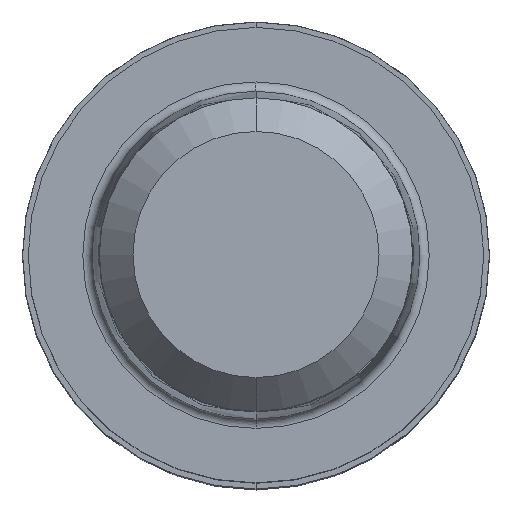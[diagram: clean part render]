
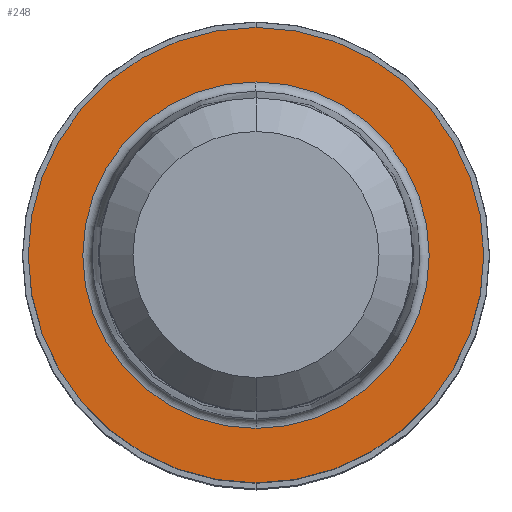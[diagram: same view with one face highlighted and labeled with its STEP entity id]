
A CAD part, top view. The second image highlights one B-rep face of the part: STEP entity #248.
In plain terms, the highlighted planar face has unit normal (0, 0, 1).
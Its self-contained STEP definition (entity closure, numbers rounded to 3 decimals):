
#204=VERTEX_POINT('',#482);
#248=ADVANCED_FACE('',(#531,#532),#533,.T.);
#258=VERTEX_POINT('',#544);
#276=EDGE_CURVE('',#308,#204,#563,.T.);
#302=VERTEX_POINT('',#593);
#308=VERTEX_POINT('',#600);
#314=EDGE_CURVE('',#204,#308,#606,.T.);
#322=EDGE_CURVE('',#302,#258,#614,.T.);
#370=EDGE_CURVE('',#258,#302,#671,.T.);
#482=CARTESIAN_POINT('',(0.,-4.45,0.01));
#531=FACE_OUTER_BOUND('',#857,.T.);
#532=FACE_BOUND('',#858,.T.);
#533=PLANE('',#859);
#544=CARTESIAN_POINT('',(0.,-5.85,0.01));
#563=CIRCLE('',#900,4.45);
#593=CARTESIAN_POINT('',(0.0,5.85,0.01));
#600=CARTESIAN_POINT('',(0.0,4.45,0.01));
#606=CIRCLE('',#950,4.45);
#614=CIRCLE('',#962,5.85);
#671=CIRCLE('',#1036,5.85);
#857=EDGE_LOOP('',(#1214,#1215));
#858=EDGE_LOOP('',(#1216,#1217));
#859=AXIS2_PLACEMENT_3D('',#1218,#1219,#1220);
#900=AXIS2_PLACEMENT_3D('',#1252,#1253,#1254);
#950=AXIS2_PLACEMENT_3D('',#1311,#1312,#1313);
#962=AXIS2_PLACEMENT_3D('',#1318,#1319,#1320);
#1036=AXIS2_PLACEMENT_3D('',#1399,#1400,#1401);
#1214=ORIENTED_EDGE('',*,*,#322,.F.);
#1215=ORIENTED_EDGE('',*,*,#370,.F.);
#1216=ORIENTED_EDGE('',*,*,#276,.T.);
#1217=ORIENTED_EDGE('',*,*,#314,.T.);
#1218=CARTESIAN_POINT('',(0.0,2.925,0.01));
#1219=DIRECTION('',(-0.0,0.0,1.0));
#1220=DIRECTION('',(0.0,-1.0,0.0));
#1252=CARTESIAN_POINT('',(0.0,0.0,0.01));
#1253=DIRECTION('',(0.0,0.0,-1.0));
#1254=DIRECTION('',(0.0,1.0,0.0));
#1311=CARTESIAN_POINT('',(0.0,0.0,0.01));
#1312=DIRECTION('',(0.0,0.0,-1.0));
#1313=DIRECTION('',(0.0,1.0,0.0));
#1318=CARTESIAN_POINT('',(0.0,0.0,0.01));
#1319=DIRECTION('',(0.0,0.0,-1.0));
#1320=DIRECTION('',(0.0,1.0,0.0));
#1399=CARTESIAN_POINT('',(0.0,0.0,0.01));
#1400=DIRECTION('',(0.0,0.0,-1.0));
#1401=DIRECTION('',(0.0,1.0,0.0));
